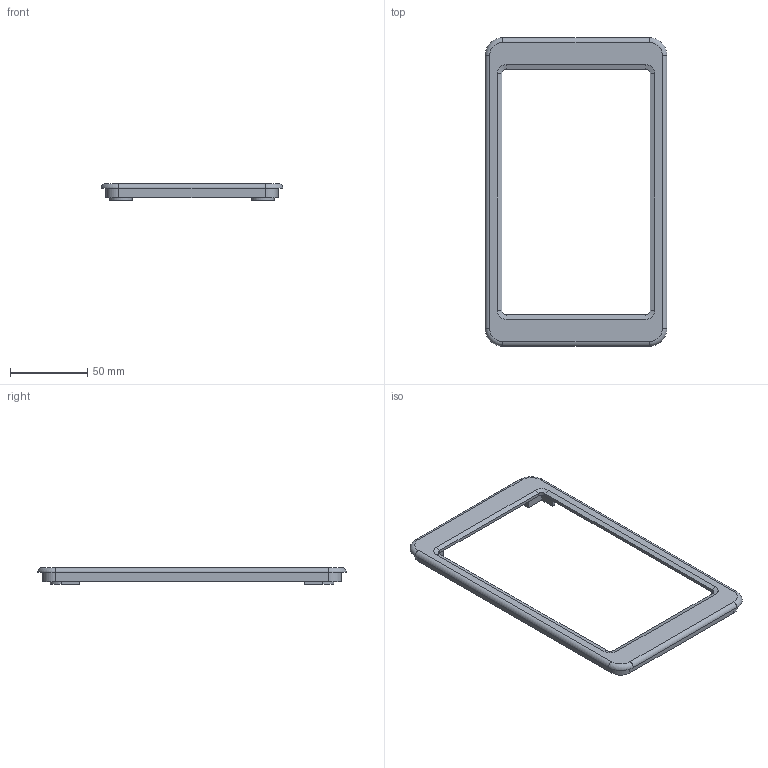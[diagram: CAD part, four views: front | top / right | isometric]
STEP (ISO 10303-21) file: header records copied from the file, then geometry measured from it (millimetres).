
FILE_DESCRIPTION(/* description */ (''),/* implementation_level */ '2;1');
FILE_NAME(/* name */ 'front-bezel.stp',/* time_stamp */ '2024-08-25T13:29:40-05:00',/* author */ ('Stefano'),/* organization */ (''),/* preprocessor_version */ 'ST-DEVELOPER v19.2',/* originating_system */ 'Autodesk Inventor 2024',/* authorisation */ '');
FILE_SCHEMA (('AUTOMOTIVE_DESIGN { 1 0 10303 214 3 1 1 }'));
Length unit declared in the file: inch
Products named in the file (1): front-bezel
Bounding box: 117.8 x 199.8 x 10.87 mm (x, y, z)
Volume: 31091.6 mm3; surface area: 28055 mm2
Topology: 1 solids, 1 shells, 96 faces, 248 edges, 160 vertices
Faces by surface type: plane 48, cylinder 32, cone 12, torus 4
Full cylindrical faces by diameter (mm): 3 x8
Entity records: 2929 total; most frequent: DIRECTION 510, CARTESIAN_POINT 497, ORIENTED_EDGE 480, EDGE_CURVE 240, AXIS2_PLACEMENT_3D 173, LINE 164, VECTOR 164, VERTEX_POINT 160
